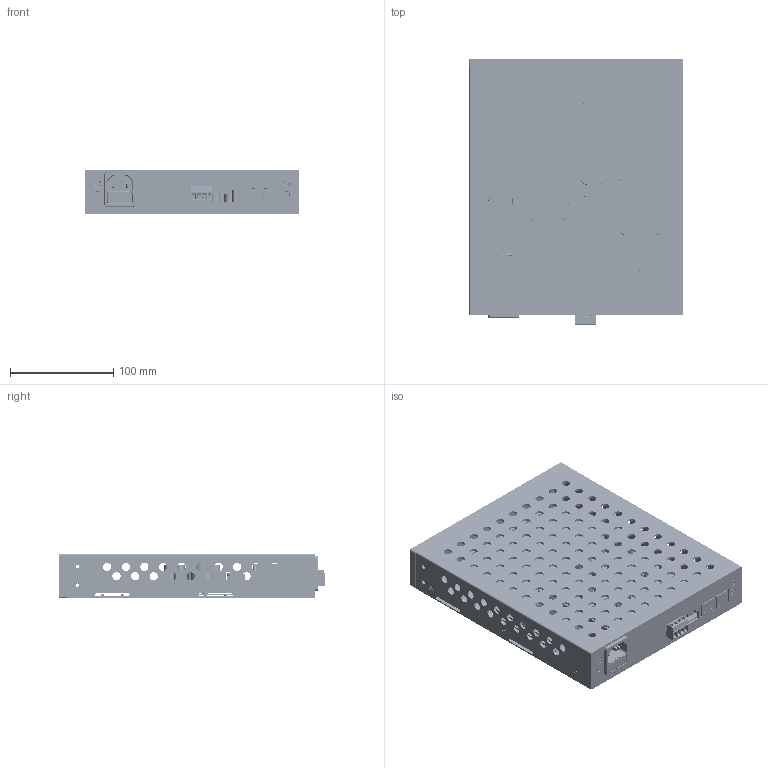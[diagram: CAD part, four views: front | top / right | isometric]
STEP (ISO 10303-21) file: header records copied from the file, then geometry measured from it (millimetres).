
FILE_DESCRIPTION(('FreeCAD Model'),'2;1');
FILE_NAME('Open CASCADE Shape Model','2025-04-02T11:35:06',(''),(''), 'Open CASCADE STEP processor 7.6','FreeCAD','Unknown');
FILE_SCHEMA(('AUTOMOTIVE_DESIGN { 1 0 10303 214 1 1 1 1 }'));
Length unit declared in the file: millimetre
Products named in the file (222): NGT_2140PWR_complete_V1_2; 2140 parts; NGTC-2140PWR top cover on 2140; NGTC-2140PWR front panel on 2140; NGTC-2140PWR V1.2 PCB on 2140; 20230303_NGTC-X140PWR_Board001; 20230303_NGTC-X140PWR_Components_P1_026; 20230303_NGTC-X140PWR_Components_P1_027; 20230303_NGTC-X140PWR_Components_P1_028; 20230303_NGTC-X140PWR_Components_P1_029; 20230303_NGTC-X140PWR_Components_P1_030; 20230303_NGTC-X140PWR_Components_P1_031; 20230303_NGTC-X140PWR_Components_P1_032; 20230303_NGTC-X140PWR_Components_P1_033; 20230303_NGTC-X140PWR_Components_P1_034; 20230303_NGTC-X140PWR_Components_P1_035; 20230303_NGTC-X140PWR_Components_P1_036; 20230303_NGTC-X140PWR_Components_P1_037; 20230303_NGTC-X140PWR_Components_P1_038; 20230303_NGTC-X140PWR_Components_P1_039; 20230303_NGTC-X140PWR_Components_P1_040; 20230303_NGTC-X140PWR_Components_P1_041; 20230303_NGTC-X140PWR_Components_P1_042; 20230303_NGTC-X140PWR_Components_P1_043; 20230303_NGTC-X140PWR_Components_P1_044; 20230303_NGTC-X140PWR_Components_P1_045; 20230303_NGTC-X140PWR_Components_P1_046; 20230303_NGTC-X140PWR_Components_P1_047; 20230303_NGTC-X140PWR_Components_P1_048; 20230303_NGTC-X140PWR_Components_P1_049; 20230303_NGTC-X140PWR_Components_P1_050; 20230303_NGTC-X140PWR_Components_P2_026; 20230303_NGTC-X140PWR_Components_P2_027; 20230303_NGTC-X140PWR_Components_P2_028; 20230303_NGTC-X140PWR_Components_P2_029; 20230303_NGTC-X140PWR_Components_P2_030; 20230303_NGTC-X140PWR_Components_P2_031; 20230303_NGTC-X140PWR_Components_P2_032; 20230303_NGTC-X140PWR_Components_P2_033; 20230303_NGTC-X140PWR_Components_P2_034 ...
Assembly tree (231 placements, depth 4):
  NGT_2140PWR_complete_V1_2
    2140 parts
      NGTC-2140PWR top cover on 2140
      NGTC-2140PWR front panel on 2140
      NGTC-2140PWR V1.2 PCB on 2140
        20230303_NGTC-X140PWR_Board001
        20230303_NGTC-X140PWR_Components_P1_026
        20230303_NGTC-X140PWR_Components_P1_027
        20230303_NGTC-X140PWR_Components_P1_028
        20230303_NGTC-X140PWR_Components_P1_029
        20230303_NGTC-X140PWR_Components_P1_030
        20230303_NGTC-X140PWR_Components_P1_031
        20230303_NGTC-X140PWR_Components_P1_032
        20230303_NGTC-X140PWR_Components_P1_033
        20230303_NGTC-X140PWR_Components_P1_034
        20230303_NGTC-X140PWR_Components_P1_035
        20230303_NGTC-X140PWR_Components_P1_036
        20230303_NGTC-X140PWR_Components_P1_037
        20230303_NGTC-X140PWR_Components_P1_038
        20230303_NGTC-X140PWR_Components_P1_039
        20230303_NGTC-X140PWR_Components_P1_040
        20230303_NGTC-X140PWR_Components_P1_041
        20230303_NGTC-X140PWR_Components_P1_042
        20230303_NGTC-X140PWR_Components_P1_043
        20230303_NGTC-X140PWR_Components_P1_044
        20230303_NGTC-X140PWR_Components_P1_045
        20230303_NGTC-X140PWR_Components_P1_046
        20230303_NGTC-X140PWR_Components_P1_047
        20230303_NGTC-X140PWR_Components_P1_048
        20230303_NGTC-X140PWR_Components_P1_049
        20230303_NGTC-X140PWR_Components_P1_050
        20230303_NGTC-X140PWR_Components_P2_026
        20230303_NGTC-X140PWR_Components_P2_027
        20230303_NGTC-X140PWR_Components_P2_028
        20230303_NGTC-X140PWR_Components_P2_029
        20230303_NGTC-X140PWR_Components_P2_030
        20230303_NGTC-X140PWR_Components_P2_031
        20230303_NGTC-X140PWR_Components_P2_032
        20230303_NGTC-X140PWR_Components_P2_033
        20230303_NGTC-X140PWR_Components_P2_034
        20230303_NGTC-X140PWR_Components_P2_035
        20230303_NGTC-X140PWR_Components_P2_036
        20230303_NGTC-X140PWR_Components_P2_037
        20230303_NGTC-X140PWR_Components_P2_038
        20230303_NGTC-X140PWR_Components_P2_039
        20230303_NGTC-X140PWR_Components_P2_040
        20230303_NGTC-X140PWR_Components_P2_041
        20230303_NGTC-X140PWR_Components_P2_042
        20230303_NGTC-X140PWR_Components_P2_043
        20230303_NGTC-X140PWR_Components_P2_044
        20230303_NGTC-X140PWR_Components_P2_045
        20230303_NGTC-X140PWR_Components_P2_046
        20230303_NGTC-X140PWR_Components_P2_047
        20230303_NGTC-X140PWR_Components_P2_048
        20230303_NGTC-X140PWR_Components_P2_049
        20230303_NGTC-X140PWR_Components_P2_050
        20230303_NGTC-X140PWR_Components_R11_004
        20230303_NGTC-X140PWR_Components_R11_005
        20230303_NGTC-X140PWR_Components_R11_006
        20230303_NGTC-X140PWR_Components_R10_004
Bounding box: 208 x 258.33 x 43.51 mm (x, y, z)
Volume: 930343.4 mm3; surface area: 857217 mm2
Topology: 432 solids, 450 shells, 10028 faces, 24814 edges, 15854 vertices
Faces by surface type: plane 4354, cylinder 3940, bspline 1178, cone 302, torus 186, sphere 44, revolution 24
Full cylindrical faces by diameter (mm): 1.5 x8, 2.5 x28, 2.52 x216, 3 x40, 3.2 x96, 3.322 x24, 4 x12, 4.2 x24, 4.4 x16, 5 x16, 5.5 x20, 6 x64, 8 x334, 10 x20, 22 x4
Entity records: 446331 total; most frequent: CARTESIAN_POINT 192076, DIRECTION 45862, LINE 26518, VECTOR 26518, ORIENTED_EDGE 24750, PCURVE 24750, DEFINITIONAL_REPRESENTATION 24750, EDGE_CURVE 12375
